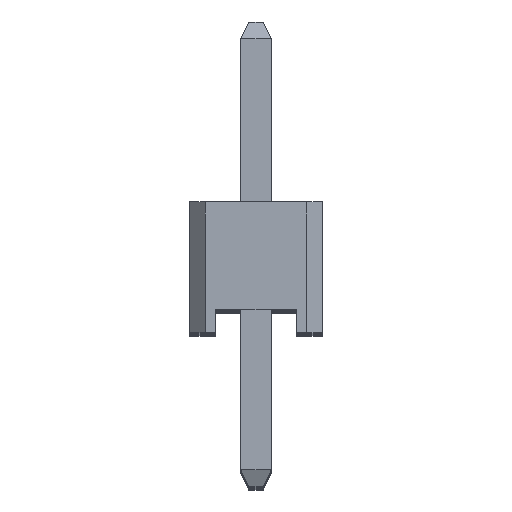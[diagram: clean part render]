
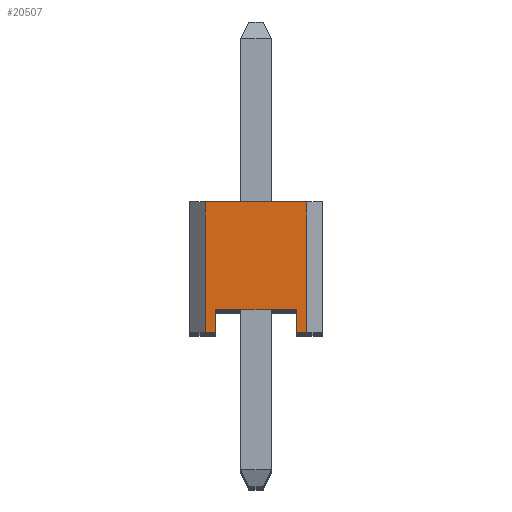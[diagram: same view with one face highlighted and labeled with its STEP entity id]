
A CAD part, top view. The second image highlights one B-rep face of the part: STEP entity #20507.
In plain terms, the highlighted planar face has unit normal (0, 0, 1).
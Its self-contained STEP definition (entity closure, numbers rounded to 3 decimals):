
#393 = DIRECTION ( 'NONE',  ( 0., 0., -1. ) ) ;
#835 = CARTESIAN_POINT ( 'NONE',  ( 0.3, 0., 35.56 ) ) ;
#1231 = VECTOR ( 'NONE', #15226, 1000. ) ;
#1402 = LINE ( 'NONE', #6133, #2882 ) ;
#1825 = ORIENTED_EDGE ( 'NONE', *, *, #6722, .F. ) ;
#1934 = VERTEX_POINT ( 'NONE', #2695 ) ;
#1953 = VECTOR ( 'NONE', #13473, 1000. ) ;
#2137 = CARTESIAN_POINT ( 'NONE',  ( 0.5, 0., 35.56 ) ) ;
#2307 = VECTOR ( 'NONE', #2403, 1000. ) ;
#2403 = DIRECTION ( 'NONE',  ( -1., 0., 0. ) ) ;
#2449 = LINE ( 'NONE', #16876, #1231 ) ;
#2508 = CARTESIAN_POINT ( 'NONE',  ( 2.24, 2.5, 35.56 ) ) ;
#2695 = CARTESIAN_POINT ( 'NONE',  ( 2.24, 0., 35.56 ) ) ;
#2882 = VECTOR ( 'NONE', #7813, 1000. ) ;
#3128 = ORIENTED_EDGE ( 'NONE', *, *, #12481, .F. ) ;
#3238 = VERTEX_POINT ( 'NONE', #2137 ) ;
#3443 = ORIENTED_EDGE ( 'NONE', *, *, #11590, .T. ) ;
#3977 = LINE ( 'NONE', #19899, #2307 ) ;
#4463 = CARTESIAN_POINT ( 'NONE',  ( 2.24, 2.5, 35.56 ) ) ;
#4983 = VECTOR ( 'NONE', #7351, 1000. ) ;
#5223 = CARTESIAN_POINT ( 'NONE',  ( 0.3, 2.5, 35.56 ) ) ;
#5282 = EDGE_CURVE ( 'NONE', #20059, #3238, #7079, .T. ) ;
#5938 = CARTESIAN_POINT ( 'NONE',  ( 0.5, 0.44, 35.56 ) ) ;
#5992 = ORIENTED_EDGE ( 'NONE', *, *, #13123, .T. ) ;
#6133 = CARTESIAN_POINT ( 'NONE',  ( 0.5, 0.44, 35.56 ) ) ;
#6214 = EDGE_LOOP ( 'NONE', ( #3128, #3443, #5992, #11783, #1825, #14856, #10106, #19754 ) ) ;
#6286 = VECTOR ( 'NONE', #12441, 1000. ) ;
#6722 = EDGE_CURVE ( 'NONE', #16298, #7934, #2449, .T. ) ;
#7079 = LINE ( 'NONE', #12101, #1953 ) ;
#7099 = AXIS2_PLACEMENT_3D ( 'NONE', #18201, #393, #15106 ) ;
#7351 = DIRECTION ( 'NONE',  ( 0., -1., 0. ) ) ;
#7654 = LINE ( 'NONE', #13862, #4983 ) ;
#7813 = DIRECTION ( 'NONE',  ( 0., -1., 0. ) ) ;
#7934 = VERTEX_POINT ( 'NONE', #2508 ) ;
#9160 = DIRECTION ( 'NONE',  ( 1., 0., 0. ) ) ;
#9289 = LINE ( 'NONE', #4463, #6286 ) ;
#10106 = ORIENTED_EDGE ( 'NONE', *, *, #5282, .T. ) ;
#10160 = CARTESIAN_POINT ( 'NONE',  ( 0.3, 0., 35.56 ) ) ;
#10194 = VERTEX_POINT ( 'NONE', #16892 ) ;
#10786 = VERTEX_POINT ( 'NONE', #5938 ) ;
#11099 = CARTESIAN_POINT ( 'NONE',  ( 0.3, 2.5, 35.56 ) ) ;
#11219 = PLANE ( 'NONE',  #7099 ) ;
#11339 = FACE_OUTER_BOUND ( 'NONE', #6214, .T. ) ;
#11590 = EDGE_CURVE ( 'NONE', #14238, #10194, #7654, .T. ) ;
#11783 = ORIENTED_EDGE ( 'NONE', *, *, #15839, .F. ) ;
#12101 = CARTESIAN_POINT ( 'NONE',  ( 0.3, 0., 35.56 ) ) ;
#12441 = DIRECTION ( 'NONE',  ( 0., -1., 0. ) ) ;
#12481 = EDGE_CURVE ( 'NONE', #14238, #10786, #3977, .T. ) ;
#13123 = EDGE_CURVE ( 'NONE', #10194, #1934, #18551, .T. ) ;
#13473 = DIRECTION ( 'NONE',  ( 1., 0., 0. ) ) ;
#13862 = CARTESIAN_POINT ( 'NONE',  ( 2.04, 0.44, 35.56 ) ) ;
#13887 = EDGE_CURVE ( 'NONE', #16298, #20059, #20333, .T. ) ;
#14120 = EDGE_CURVE ( 'NONE', #10786, #3238, #1402, .T. ) ;
#14238 = VERTEX_POINT ( 'NONE', #19631 ) ;
#14856 = ORIENTED_EDGE ( 'NONE', *, *, #13887, .T. ) ;
#15106 = DIRECTION ( 'NONE',  ( -1., 0., 0. ) ) ;
#15226 = DIRECTION ( 'NONE',  ( 1., 0., 0. ) ) ;
#15839 = EDGE_CURVE ( 'NONE', #7934, #1934, #9289, .T. ) ;
#15905 = VECTOR ( 'NONE', #17453, 1000. ) ;
#16298 = VERTEX_POINT ( 'NONE', #5223 ) ;
#16876 = CARTESIAN_POINT ( 'NONE',  ( 0.3, 2.5, 35.56 ) ) ;
#16892 = CARTESIAN_POINT ( 'NONE',  ( 2.04, 0., 35.56 ) ) ;
#17453 = DIRECTION ( 'NONE',  ( 0., -1., 0. ) ) ;
#18201 = CARTESIAN_POINT ( 'NONE',  ( 0.3, 2.5, 35.56 ) ) ;
#18551 = LINE ( 'NONE', #835, #19909 ) ;
#19631 = CARTESIAN_POINT ( 'NONE',  ( 2.04, 0.44, 35.56 ) ) ;
#19754 = ORIENTED_EDGE ( 'NONE', *, *, #14120, .F. ) ;
#19899 = CARTESIAN_POINT ( 'NONE',  ( 0.5, 0.44, 35.56 ) ) ;
#19909 = VECTOR ( 'NONE', #9160, 1000. ) ;
#20059 = VERTEX_POINT ( 'NONE', #10160 ) ;
#20333 = LINE ( 'NONE', #11099, #15905 ) ;
#20507 = ADVANCED_FACE ( 'NONE', ( #11339 ), #11219, .F. ) ;
